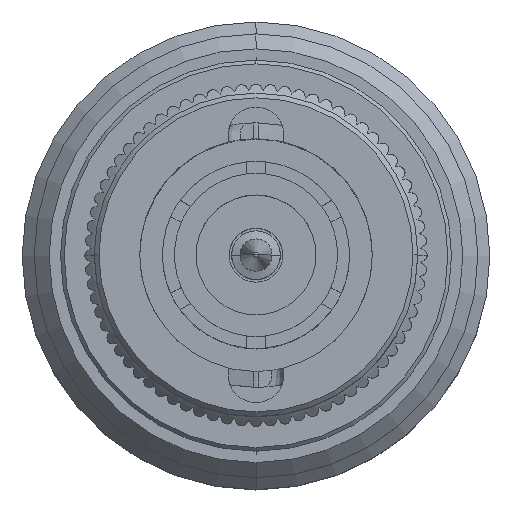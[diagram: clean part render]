
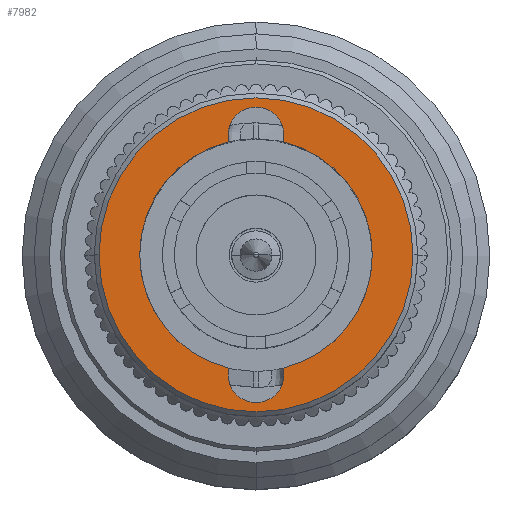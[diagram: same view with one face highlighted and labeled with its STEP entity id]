
A CAD part, top view. The second image highlights one B-rep face of the part: STEP entity #7982.
In plain terms, the highlighted planar face has unit normal (0, 0, 1).
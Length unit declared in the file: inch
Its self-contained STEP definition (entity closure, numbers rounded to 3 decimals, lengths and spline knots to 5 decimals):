
#29 = DIRECTION ( 'NONE',  ( -1., 0., 0. ) ) ;
#138 = CARTESIAN_POINT ( 'NONE',  ( 0., 0., 0. ) ) ;
#389 = DIRECTION ( 'NONE',  ( 1., 0., 0. ) ) ;
#720 = EDGE_CURVE ( 'NONE', #14696, #5793, #8818, .T. ) ;
#778 = DIRECTION ( 'NONE',  ( -1., 0., 0. ) ) ;
#872 = DIRECTION ( 'NONE',  ( 0., 0., 1. ) ) ;
#1222 = VERTEX_POINT ( 'NONE', #15825 ) ;
#1292 = CARTESIAN_POINT ( 'NONE',  ( 0.26181, 0., 0. ) ) ;
#1389 = DIRECTION ( 'NONE',  ( 0., 0., 1. ) ) ;
#1488 = ORIENTED_EDGE ( 'NONE', *, *, #6782, .F. ) ;
#1593 = AXIS2_PLACEMENT_3D ( 'NONE', #12700, #1389, #11511 ) ;
#1648 = ORIENTED_EDGE ( 'NONE', *, *, #13348, .F. ) ;
#1811 = CIRCLE ( 'NONE', #14657, 0.0465 ) ;
#2035 = ORIENTED_EDGE ( 'NONE', *, *, #5087, .F. ) ;
#2099 = CIRCLE ( 'NONE', #11462, 0.194 ) ;
#2204 = DIRECTION ( 'NONE',  ( 1., 0., 0. ) ) ;
#2376 = EDGE_CURVE ( 'NONE', #6015, #13941, #6475, .T. ) ;
#2752 = EDGE_CURVE ( 'NONE', #3616, #14696, #14228, .T. ) ;
#2820 = CARTESIAN_POINT ( 'NONE',  ( -0.194, 0., 0. ) ) ;
#2986 = PLANE ( 'NONE',  #10421 ) ;
#3070 = ORIENTED_EDGE ( 'NONE', *, *, #14840, .F. ) ;
#3236 = CARTESIAN_POINT ( 'NONE',  ( 0., 0., 0. ) ) ;
#3255 = AXIS2_PLACEMENT_3D ( 'NONE', #3298, #7002, #778 ) ;
#3298 = CARTESIAN_POINT ( 'NONE',  ( 0., 0.2, 0. ) ) ;
#3392 = DIRECTION ( 'NONE',  ( 1., 0., 0. ) ) ;
#3448 = EDGE_CURVE ( 'NONE', #5433, #1222, #7837, .T. ) ;
#3616 = VERTEX_POINT ( 'NONE', #11219 ) ;
#3638 = CARTESIAN_POINT ( 'NONE',  ( 0., -0.2, 0. ) ) ;
#3788 = DIRECTION ( 'NONE',  ( 1., 0., 0. ) ) ;
#3976 = AXIS2_PLACEMENT_3D ( 'NONE', #4828, #15426, #3392 ) ;
#4395 = VERTEX_POINT ( 'NONE', #16296 ) ;
#4404 = VERTEX_POINT ( 'NONE', #5991 ) ;
#4541 = CIRCLE ( 'NONE', #12590, 0.26181 ) ;
#4828 = CARTESIAN_POINT ( 'NONE',  ( 0., -0.2, 0. ) ) ;
#4998 = DIRECTION ( 'NONE',  ( 1., 0., 0. ) ) ;
#5087 = EDGE_CURVE ( 'NONE', #4395, #4404, #9586, .T. ) ;
#5168 = EDGE_LOOP ( 'NONE', ( #6889, #5861 ) ) ;
#5209 = ORIENTED_EDGE ( 'NONE', *, *, #2752, .F. ) ;
#5433 = VERTEX_POINT ( 'NONE', #15318 ) ;
#5520 = CARTESIAN_POINT ( 'NONE',  ( 0., -0.2, 0. ) ) ;
#5660 = FACE_OUTER_BOUND ( 'NONE', #5168, .T. ) ;
#5743 = CARTESIAN_POINT ( 'NONE',  ( 0.26181, 0., 0. ) ) ;
#5793 = VERTEX_POINT ( 'NONE', #2820 ) ;
#5805 = VERTEX_POINT ( 'NONE', #10344 ) ;
#5861 = ORIENTED_EDGE ( 'NONE', *, *, #14291, .T. ) ;
#5991 = CARTESIAN_POINT ( 'NONE',  ( 0.194, 0., 0. ) ) ;
#6015 = VERTEX_POINT ( 'NONE', #8850 ) ;
#6113 = EDGE_CURVE ( 'NONE', #1222, #3616, #14976, .T. ) ;
#6412 = DIRECTION ( 'NONE',  ( 1., 0., 0. ) ) ;
#6475 = CIRCLE ( 'NONE', #9914, 0.26181 ) ;
#6700 = DIRECTION ( 'NONE',  ( 1., 0., 0. ) ) ;
#6782 = EDGE_CURVE ( 'NONE', #5793, #5805, #12802, .T. ) ;
#6889 = ORIENTED_EDGE ( 'NONE', *, *, #2376, .T. ) ;
#7002 = DIRECTION ( 'NONE',  ( 0., 0., 1. ) ) ;
#7647 = DIRECTION ( 'NONE',  ( 0., 0., 1. ) ) ;
#7655 = CARTESIAN_POINT ( 'NONE',  ( 0., 0.2, 0. ) ) ;
#7837 = CIRCLE ( 'NONE', #15299, 0.0465 ) ;
#7982 = ADVANCED_FACE ( 'NONE', ( #14538, #5660 ), #2986, .T. ) ;
#8179 = ORIENTED_EDGE ( 'NONE', *, *, #12475, .F. ) ;
#8257 = DIRECTION ( 'NONE',  ( 0., 0., 1. ) ) ;
#8400 = VERTEX_POINT ( 'NONE', #8575 ) ;
#8554 = AXIS2_PLACEMENT_3D ( 'NONE', #3236, #12106, #13466 ) ;
#8575 = CARTESIAN_POINT ( 'NONE',  ( 0.0465, -0.2, 0. ) ) ;
#8741 = CARTESIAN_POINT ( 'NONE',  ( 0., 0., 0. ) ) ;
#8818 = CIRCLE ( 'NONE', #13359, 0.194 ) ;
#8850 = CARTESIAN_POINT ( 'NONE',  ( -0.26181, 0., 0. ) ) ;
#9056 = AXIS2_PLACEMENT_3D ( 'NONE', #138, #15455, #4998 ) ;
#9193 = DIRECTION ( 'NONE',  ( 0., 0., 1. ) ) ;
#9213 = DIRECTION ( 'NONE',  ( 0., 0., 1. ) ) ;
#9336 = ORIENTED_EDGE ( 'NONE', *, *, #13997, .F. ) ;
#9556 = DIRECTION ( 'NONE',  ( 1., 0., 0. ) ) ;
#9586 = CIRCLE ( 'NONE', #8554, 0.194 ) ;
#9837 = CARTESIAN_POINT ( 'NONE',  ( -0.0465, -0.2, 0. ) ) ;
#9907 = CIRCLE ( 'NONE', #14993, 0.0465 ) ;
#9914 = AXIS2_PLACEMENT_3D ( 'NONE', #15797, #9193, #14303 ) ;
#10344 = CARTESIAN_POINT ( 'NONE',  ( -0.0451, -0.18868, 0. ) ) ;
#10421 = AXIS2_PLACEMENT_3D ( 'NONE', #5743, #8257, #389 ) ;
#11219 = CARTESIAN_POINT ( 'NONE',  ( -0.0465, 0.2, 0. ) ) ;
#11462 = AXIS2_PLACEMENT_3D ( 'NONE', #8741, #7647, #3788 ) ;
#11511 = DIRECTION ( 'NONE',  ( -1., 0., 0. ) ) ;
#12106 = DIRECTION ( 'NONE',  ( 0., 0., 1. ) ) ;
#12395 = CARTESIAN_POINT ( 'NONE',  ( -0.0451, 0.18868, 0. ) ) ;
#12415 = CARTESIAN_POINT ( 'NONE',  ( 0., 0., 0. ) ) ;
#12475 = EDGE_CURVE ( 'NONE', #13173, #8400, #14412, .T. ) ;
#12560 = ORIENTED_EDGE ( 'NONE', *, *, #3448, .F. ) ;
#12590 = AXIS2_PLACEMENT_3D ( 'NONE', #12415, #13683, #9556 ) ;
#12700 = CARTESIAN_POINT ( 'NONE',  ( 0., 0.2, 0. ) ) ;
#12752 = DIRECTION ( 'NONE',  ( 0., 0., 1. ) ) ;
#12802 = CIRCLE ( 'NONE', #9056, 0.194 ) ;
#13018 = ORIENTED_EDGE ( 'NONE', *, *, #720, .F. ) ;
#13173 = VERTEX_POINT ( 'NONE', #9837 ) ;
#13348 = EDGE_CURVE ( 'NONE', #4404, #5433, #2099, .T. ) ;
#13359 = AXIS2_PLACEMENT_3D ( 'NONE', #13688, #872, #2204 ) ;
#13466 = DIRECTION ( 'NONE',  ( 1., 0., 0. ) ) ;
#13683 = DIRECTION ( 'NONE',  ( 0., 0., 1. ) ) ;
#13688 = CARTESIAN_POINT ( 'NONE',  ( 0., 0., 0. ) ) ;
#13941 = VERTEX_POINT ( 'NONE', #1292 ) ;
#13997 = EDGE_CURVE ( 'NONE', #5805, #13173, #1811, .T. ) ;
#14228 = CIRCLE ( 'NONE', #3255, 0.0465 ) ;
#14291 = EDGE_CURVE ( 'NONE', #13941, #6015, #4541, .T. ) ;
#14303 = DIRECTION ( 'NONE',  ( 1., 0., 0. ) ) ;
#14412 = CIRCLE ( 'NONE', #3976, 0.0465 ) ;
#14512 = EDGE_LOOP ( 'NONE', ( #13018, #5209, #16279, #12560, #1648, #2035, #3070, #8179, #9336, #1488 ) ) ;
#14538 = FACE_BOUND ( 'NONE', #14512, .T. ) ;
#14657 = AXIS2_PLACEMENT_3D ( 'NONE', #3638, #16397, #6412 ) ;
#14696 = VERTEX_POINT ( 'NONE', #12395 ) ;
#14840 = EDGE_CURVE ( 'NONE', #8400, #4395, #9907, .T. ) ;
#14976 = CIRCLE ( 'NONE', #1593, 0.0465 ) ;
#14993 = AXIS2_PLACEMENT_3D ( 'NONE', #5520, #9213, #6700 ) ;
#15299 = AXIS2_PLACEMENT_3D ( 'NONE', #7655, #12752, #29 ) ;
#15318 = CARTESIAN_POINT ( 'NONE',  ( 0.0451, 0.18868, 0. ) ) ;
#15426 = DIRECTION ( 'NONE',  ( 0., 0., 1. ) ) ;
#15455 = DIRECTION ( 'NONE',  ( 0., 0., 1. ) ) ;
#15797 = CARTESIAN_POINT ( 'NONE',  ( 0., 0., 0. ) ) ;
#15825 = CARTESIAN_POINT ( 'NONE',  ( 0.0465, 0.2, 0. ) ) ;
#16279 = ORIENTED_EDGE ( 'NONE', *, *, #6113, .F. ) ;
#16296 = CARTESIAN_POINT ( 'NONE',  ( 0.0451, -0.18868, 0. ) ) ;
#16397 = DIRECTION ( 'NONE',  ( 0., 0., 1. ) ) ;
